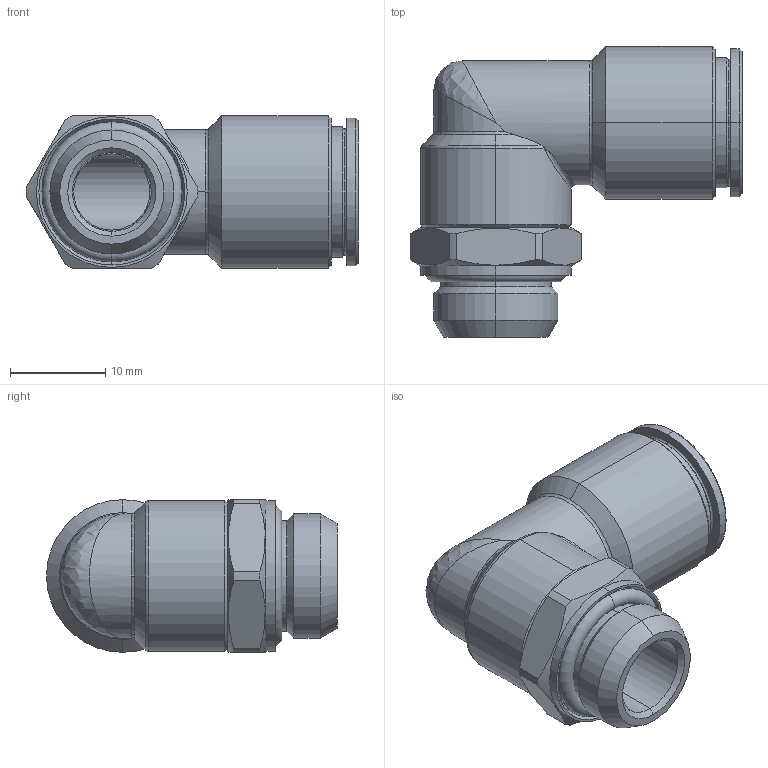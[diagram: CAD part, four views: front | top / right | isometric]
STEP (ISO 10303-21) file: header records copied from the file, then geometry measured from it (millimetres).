
FILE_DESCRIPTION (( 'STEP AP203' ), '1' );
FILE_NAME ('X0060052.STEP', '2010-09-24T14:42:07', ( '' ), ( 'sopra-pneumatic' ), 'SwSTEP 2.0', 'SolidWorks 2009', '' );
FILE_SCHEMA (( 'CONFIG_CONTROL_DESIGN' ));
Length unit declared in the file: millimetre
Products named in the file (1): X0060052
Bounding box: 34.8 x 30.5 x 16 mm (x, y, z)
Volume: 5113.2 mm3; surface area: 4291.1 mm2
Topology: 2 solids, 2 shells, 96 faces, 223 edges, 133 vertices
Faces by surface type: cylinder 33, cone 29, torus 15, plane 15, bspline 4
Entity records: 4056 total; most frequent: CARTESIAN_POINT 1799, DIRECTION 488, ORIENTED_EDGE 442, EDGE_CURVE 221, AXIS2_PLACEMENT_3D 211, VERTEX_POINT 133, CIRCLE 118, EDGE_LOOP 104
